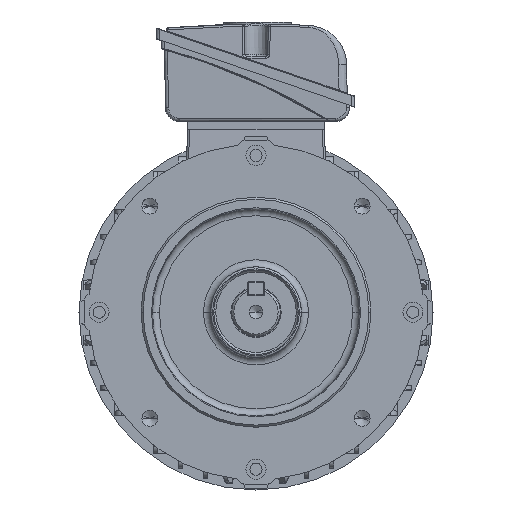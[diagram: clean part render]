
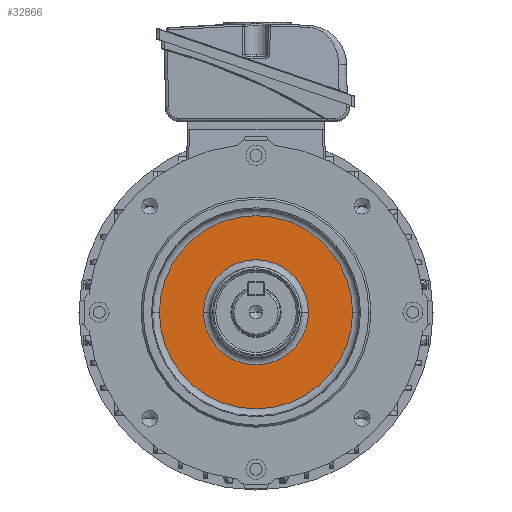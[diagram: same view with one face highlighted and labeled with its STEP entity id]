
A CAD part, top view. The second image highlights one B-rep face of the part: STEP entity #32866.
In plain terms, the highlighted planar face has unit normal (0, 0, 1).
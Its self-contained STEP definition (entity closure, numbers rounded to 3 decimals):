
#731 = AXIS2_PLACEMENT_3D ( 'NONE', #13741, #42032, #41259 ) ;
#1448 = DIRECTION ( 'NONE',  ( 1., 0., 0. ) ) ;
#1983 = AXIS2_PLACEMENT_3D ( 'NONE', #25547, #41652, #1448 ) ;
#3258 = DIRECTION ( 'NONE',  ( 1., 0., 0. ) ) ;
#3682 = ORIENTED_EDGE ( 'NONE', *, *, #12611, .T. ) ;
#5344 = CIRCLE ( 'NONE', #29025, 48.018 ) ;
#5749 = CARTESIAN_POINT ( 'NONE',  ( 48.018, 0., 0. ) ) ;
#6885 = CARTESIAN_POINT ( 'NONE',  ( -26.083, 0., 0. ) ) ;
#6918 = DIRECTION ( 'NONE',  ( 1., 0., 0. ) ) ;
#7248 = DIRECTION ( 'NONE',  ( 0., 0., 1. ) ) ;
#8766 = CIRCLE ( 'NONE', #1983, 26.083 ) ;
#11018 = EDGE_CURVE ( 'NONE', #34257, #38489, #8766, .T. ) ;
#12611 = EDGE_CURVE ( 'NONE', #18277, #26216, #47616, .T. ) ;
#13741 = CARTESIAN_POINT ( 'NONE',  ( 0., 0., 0. ) ) ;
#16604 = CARTESIAN_POINT ( 'NONE',  ( 0., 26.083, 0. ) ) ;
#18277 = VERTEX_POINT ( 'NONE', #51514 ) ;
#23825 = AXIS2_PLACEMENT_3D ( 'NONE', #16604, #32746, #48815 ) ;
#23899 = CARTESIAN_POINT ( 'NONE',  ( 0., 0., 0. ) ) ;
#24388 = CIRCLE ( 'NONE', #731, 26.083 ) ;
#25547 = CARTESIAN_POINT ( 'NONE',  ( 0., 0., 0. ) ) ;
#25818 = EDGE_CURVE ( 'NONE', #38489, #34257, #24388, .T. ) ;
#26216 = VERTEX_POINT ( 'NONE', #5749 ) ;
#26831 = CARTESIAN_POINT ( 'NONE',  ( 26.083, 0., 0. ) ) ;
#27769 = EDGE_LOOP ( 'NONE', ( #52142, #3682 ) ) ;
#29007 = AXIS2_PLACEMENT_3D ( 'NONE', #43639, #43120, #6918 ) ;
#29025 = AXIS2_PLACEMENT_3D ( 'NONE', #23899, #7248, #3258 ) ;
#31198 = EDGE_LOOP ( 'NONE', ( #40223, #39630 ) ) ;
#32746 = DIRECTION ( 'NONE',  ( 0., 0., -1. ) ) ;
#32866 = ADVANCED_FACE ( 'NONE', ( #41963, #45131 ), #37232, .F. ) ;
#34257 = VERTEX_POINT ( 'NONE', #26831 ) ;
#35311 = EDGE_CURVE ( 'NONE', #26216, #18277, #5344, .T. ) ;
#37232 = PLANE ( 'NONE',  #23825 ) ;
#38489 = VERTEX_POINT ( 'NONE', #6885 ) ;
#39630 = ORIENTED_EDGE ( 'NONE', *, *, #25818, .F. ) ;
#40223 = ORIENTED_EDGE ( 'NONE', *, *, #11018, .F. ) ;
#41259 = DIRECTION ( 'NONE',  ( 1., 0., 0. ) ) ;
#41652 = DIRECTION ( 'NONE',  ( 0., 0., 1. ) ) ;
#41963 = FACE_BOUND ( 'NONE', #31198, .T. ) ;
#42032 = DIRECTION ( 'NONE',  ( 0., 0., 1. ) ) ;
#43120 = DIRECTION ( 'NONE',  ( 0., 0., 1. ) ) ;
#43639 = CARTESIAN_POINT ( 'NONE',  ( 0., 0., 0. ) ) ;
#45131 = FACE_OUTER_BOUND ( 'NONE', #27769, .T. ) ;
#47616 = CIRCLE ( 'NONE', #29007, 48.018 ) ;
#48815 = DIRECTION ( 'NONE',  ( -1., 0., 0. ) ) ;
#51514 = CARTESIAN_POINT ( 'NONE',  ( -48.018, 0., 0. ) ) ;
#52142 = ORIENTED_EDGE ( 'NONE', *, *, #35311, .T. ) ;
